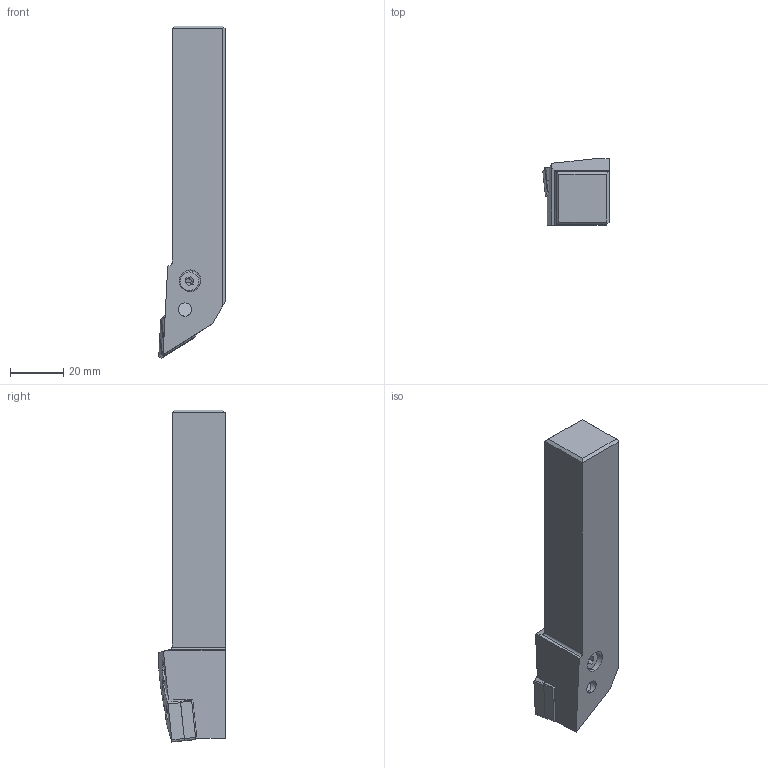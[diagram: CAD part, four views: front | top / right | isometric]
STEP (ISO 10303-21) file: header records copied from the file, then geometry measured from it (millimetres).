
FILE_DESCRIPTION(/* description */ (''),/* implementation_level */ '2;1');
FILE_NAME(/* name */ 'PDJNR2020K15_MR0_8.stp',/* time_stamp */ '2021-11-11T11:40:57+09:00',/* author */ (''),/* organization */ (''),/* preprocessor_version */ 'ST-DEVELOPER v16',/* originating_system */ 'SIEMENS PLM Software NX 10.0',/* authorisation */ '');
FILE_SCHEMA (('AUTOMOTIVE_DESIGN { 1 0 10303 214 3 1 1 1 }'));
Length unit declared in the file: millimetre
Products named in the file (1): PDJNR2020K15_MR0_8_ASM
Bounding box: 25 x 25 x 125 mm (x, y, z)
Volume: 48135.7 mm3; surface area: 13577 mm2
Topology: 2 solids, 2 shells, 189 faces, 532 edges, 353 vertices
Faces by surface type: plane 95, cylinder 53, cone 24, torus 11, bspline 4, extrusion 2
Entity records: 6964 total; most frequent: CARTESIAN_POINT 1955, DIRECTION 1040, ORIENTED_EDGE 1024, EDGE_CURVE 512, AXIS2_PLACEMENT_3D 383, VERTEX_POINT 328, VECTOR 274, LINE 272
